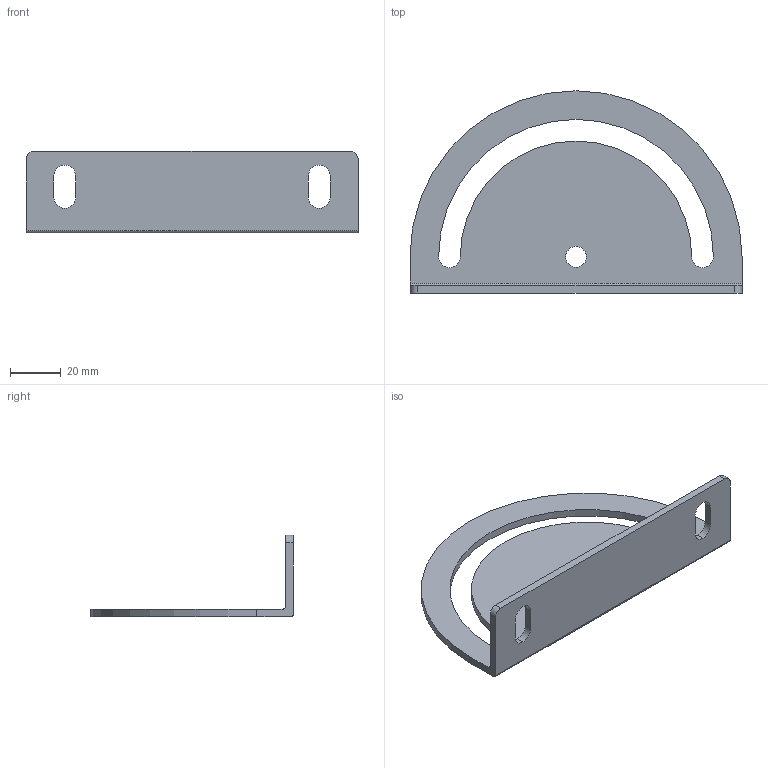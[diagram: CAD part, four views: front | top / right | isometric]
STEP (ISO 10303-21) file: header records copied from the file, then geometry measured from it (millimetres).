
FILE_DESCRIPTION (( 'STEP AP214' ), '1' );
FILE_NAME ('40角度盘.STEP', '2019-07-26T00:49:36', ( '微软用户' ), ( '微软中国' ), 'SwSTEP 2.0', 'SolidWorks 2015', '' );
FILE_SCHEMA (( 'AUTOMOTIVE_DESIGN' ));
Length unit declared in the file: millimetre
Products named in the file (1): 40褒僅攫
Bounding box: 130.5 x 79.55 x 32 mm (x, y, z)
Volume: 31909.4 mm3; surface area: 23817.2 mm2
Topology: 1 solids, 1 shells, 182 faces, 513 edges, 342 vertices
Faces by surface type: plane 137, bspline 28, cylinder 17
Entity records: 7105 total; most frequent: CARTESIAN_POINT 2146, ORIENTED_EDGE 1026, DIRECTION 801, EDGE_CURVE 513, VECTOR 423, LINE 423, VERTEX_POINT 342, EDGE_LOOP 199
